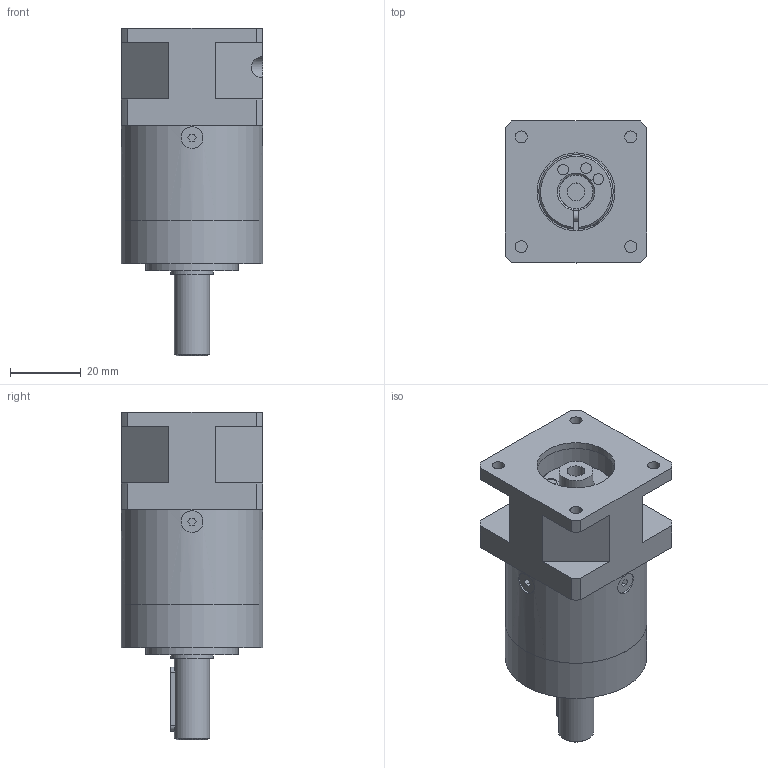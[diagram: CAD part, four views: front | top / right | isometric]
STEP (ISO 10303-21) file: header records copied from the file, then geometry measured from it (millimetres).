
FILE_DESCRIPTION((''),'2;1');
FILE_NAME('GPLE40-1S_NEMA17.stp','2014-04-23T08:49:10',('schneid_a'),(''),'Autodesk Inventor 2010','Autodesk Inventor 2010','');
FILE_SCHEMA(('AUTOMOTIVE_DESIGN { 1 0 10303 214 1 1 1 1 }'));
Length unit declared in the file: millimetre
Products named in the file (5): GPLE40-1S; PLE40_1_B14; 25454_MB_ASM; 25454_MB; 915-075_M3X10
Assembly tree (4 placements, depth 3):
  GPLE40-1S
    PLE40_1_B14
    25454_MB_ASM
      25454_MB
      915-075_M3X10
Bounding box: 40 x 40 x 92.5 mm (x, y, z)
Volume: 79536.9 mm3; surface area: 19879.2 mm2
Topology: 3 solids, 10 shells, 153 faces, 366 edges, 246 vertices
Faces by surface type: plane 89, cylinder 46, bspline 10, cone 8
Full cylindrical faces by diameter (mm): 2 x1, 2.3 x1, 3 x6, 3.3 x1, 3.4 x4, 3.5 x1, 4 x4, 5 x1, 5.5 x1, 6 x2, 6.2 x4, 9.5 x1, 10 x1, 12 x1, 22 x1, 26 x1, 29 x1, 39.95 x1, 40 x1
Entity records: 4811 total; most frequent: CARTESIAN_POINT 1294, DIRECTION 693, ORIENTED_EDGE 597, EDGE_CURVE 306, AXIS2_PLACEMENT_3D 263, EDGE_LOOP 243, VERTEX_POINT 235, VECTOR 167
